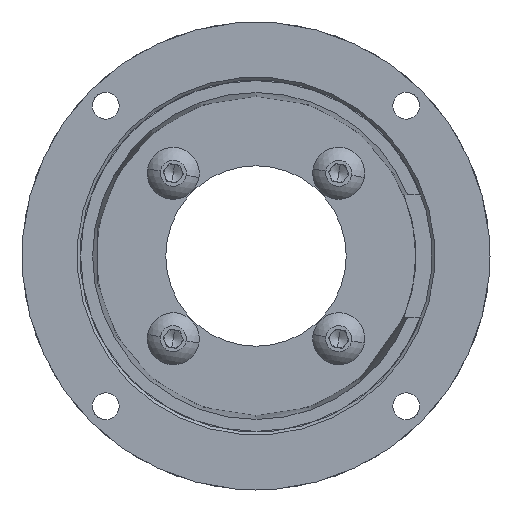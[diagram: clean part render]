
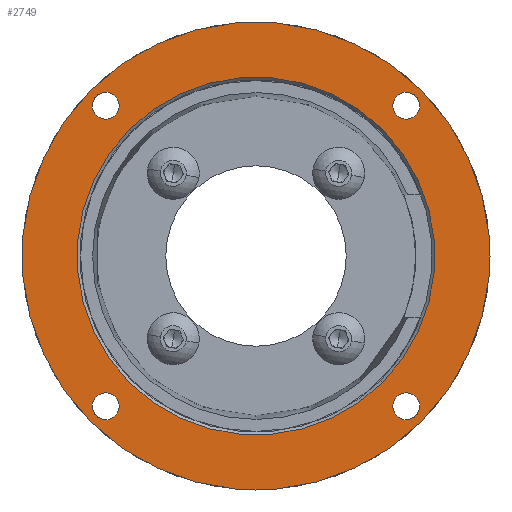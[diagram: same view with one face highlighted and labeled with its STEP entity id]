
A CAD part, front view. The second image highlights one B-rep face of the part: STEP entity #2749.
In plain terms, the highlighted planar face has unit normal (0, -1, 0).
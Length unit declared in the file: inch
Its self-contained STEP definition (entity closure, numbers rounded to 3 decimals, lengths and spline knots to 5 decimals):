
#156 = AXIS2_PLACEMENT_3D ( 'NONE', #18256, #7588, #4643 ) ;
#160 = CARTESIAN_POINT ( 'NONE',  ( 0., 0., -1.476 ) ) ;
#223 = DIRECTION ( 'NONE',  ( 0., 0., 1. ) ) ;
#227 = EDGE_LOOP ( 'NONE', ( #5899, #6568 ) ) ;
#268 = DIRECTION ( 'NONE',  ( 1., 0., 0. ) ) ;
#298 = DIRECTION ( 'NONE',  ( 0., 1., 0. ) ) ;
#383 = CIRCLE ( 'NONE', #7080, 0.0935 ) ;
#547 = DIRECTION ( 'NONE',  ( 0., 1., 0. ) ) ;
#1036 = DIRECTION ( 'NONE',  ( 0., 1., 0. ) ) ;
#1295 = ORIENTED_EDGE ( 'NONE', *, *, #17312, .T. ) ;
#1436 = CIRCLE ( 'NONE', #14964, 1.2425 ) ;
#1589 = CARTESIAN_POINT ( 'NONE',  ( 0., 0., 1.5695 ) ) ;
#1846 = CARTESIAN_POINT ( 'NONE',  ( -1.476, 0., 0.0935 ) ) ;
#2224 = CARTESIAN_POINT ( 'NONE',  ( 0., 0., 1.2425 ) ) ;
#2257 = CARTESIAN_POINT ( 'NONE',  ( 0., 0., 0. ) ) ;
#2410 = CARTESIAN_POINT ( 'NONE',  ( 0., 0., -1.3825 ) ) ;
#2419 = AXIS2_PLACEMENT_3D ( 'NONE', #6850, #17212, #8342 ) ;
#2595 = FACE_BOUND ( 'NONE', #14024, .T. ) ;
#2721 = CARTESIAN_POINT ( 'NONE',  ( 0., 0., 0. ) ) ;
#2749 = ADVANCED_FACE ( 'NONE', ( #10455, #10918, #14381, #6540, #2595, #17892 ), #4583, .F. ) ;
#2994 = ORIENTED_EDGE ( 'NONE', *, *, #16371, .T. ) ;
#3112 = EDGE_CURVE ( 'NONE', #7792, #15368, #12746, .T. ) ;
#3152 = DIRECTION ( 'NONE',  ( 0., 1., 0. ) ) ;
#3284 = DIRECTION ( 'NONE',  ( 1., 0., 0. ) ) ;
#3342 = CARTESIAN_POINT ( 'NONE',  ( 0., 0., -1.5695 ) ) ;
#3581 = CARTESIAN_POINT ( 'NONE',  ( 1.476, 0., 0. ) ) ;
#3605 = VERTEX_POINT ( 'NONE', #2224 ) ;
#3628 = AXIS2_PLACEMENT_3D ( 'NONE', #4378, #14739, #5896 ) ;
#3723 = DIRECTION ( 'NONE',  ( 0., 0., 1. ) ) ;
#3798 = ORIENTED_EDGE ( 'NONE', *, *, #10921, .T. ) ;
#4202 = DIRECTION ( 'NONE',  ( 0., 0., 1. ) ) ;
#4378 = CARTESIAN_POINT ( 'NONE',  ( 1.476, 0., 0. ) ) ;
#4504 = DIRECTION ( 'NONE',  ( 0., 1., 0. ) ) ;
#4526 = ORIENTED_EDGE ( 'NONE', *, *, #3112, .T. ) ;
#4583 = PLANE ( 'NONE',  #156 ) ;
#4643 = DIRECTION ( 'NONE',  ( 0., 0., 1. ) ) ;
#4800 = CARTESIAN_POINT ( 'NONE',  ( 1.476, 0., -0.0935 ) ) ;
#4811 = ORIENTED_EDGE ( 'NONE', *, *, #7340, .T. ) ;
#4839 = ORIENTED_EDGE ( 'NONE', *, *, #16443, .T. ) ;
#4897 = AXIS2_PLACEMENT_3D ( 'NONE', #160, #4504, #223 ) ;
#4988 = EDGE_CURVE ( 'NONE', #16615, #13154, #18657, .T. ) ;
#5066 = EDGE_CURVE ( 'NONE', #15368, #7792, #9871, .T. ) ;
#5276 = ORIENTED_EDGE ( 'NONE', *, *, #5066, .T. ) ;
#5360 = EDGE_CURVE ( 'NONE', #9753, #13953, #17971, .T. ) ;
#5896 = DIRECTION ( 'NONE',  ( -1., 0., 0. ) ) ;
#5899 = ORIENTED_EDGE ( 'NONE', *, *, #14768, .F. ) ;
#5995 = CIRCLE ( 'NONE', #17296, 1.625 ) ;
#6281 = AXIS2_PLACEMENT_3D ( 'NONE', #3581, #13930, #8879 ) ;
#6496 = AXIS2_PLACEMENT_3D ( 'NONE', #12016, #3152, #13493 ) ;
#6540 = FACE_BOUND ( 'NONE', #8113, .T. ) ;
#6568 = ORIENTED_EDGE ( 'NONE', *, *, #16132, .F. ) ;
#6614 = ORIENTED_EDGE ( 'NONE', *, *, #5360, .T. ) ;
#6850 = CARTESIAN_POINT ( 'NONE',  ( 0., 0., 1.476 ) ) ;
#7080 = AXIS2_PLACEMENT_3D ( 'NONE', #9218, #298, #10690 ) ;
#7340 = EDGE_CURVE ( 'NONE', #13610, #3605, #1436, .T. ) ;
#7395 = VERTEX_POINT ( 'NONE', #13500 ) ;
#7588 = DIRECTION ( 'NONE',  ( 0., 1., 0. ) ) ;
#7792 = VERTEX_POINT ( 'NONE', #1846 ) ;
#8113 = EDGE_LOOP ( 'NONE', ( #4526, #5276 ) ) ;
#8258 = CIRCLE ( 'NONE', #3628, 0.0935 ) ;
#8342 = DIRECTION ( 'NONE',  ( 0., 0., -1. ) ) ;
#8879 = DIRECTION ( 'NONE',  ( -1., 0., 0. ) ) ;
#9218 = CARTESIAN_POINT ( 'NONE',  ( 0., 0., -1.476 ) ) ;
#9456 = CARTESIAN_POINT ( 'NONE',  ( 0., 0., 0. ) ) ;
#9567 = CARTESIAN_POINT ( 'NONE',  ( -1.476, 0., -0.0935 ) ) ;
#9699 = CARTESIAN_POINT ( 'NONE',  ( 0., 0., -1.625 ) ) ;
#9753 = VERTEX_POINT ( 'NONE', #3342 ) ;
#9871 = CIRCLE ( 'NONE', #10253, 0.0935 ) ;
#10220 = ORIENTED_EDGE ( 'NONE', *, *, #17974, .T. ) ;
#10253 = AXIS2_PLACEMENT_3D ( 'NONE', #13636, #1036, #268 ) ;
#10455 = FACE_BOUND ( 'NONE', #19153, .T. ) ;
#10690 = DIRECTION ( 'NONE',  ( 0., 0., 1. ) ) ;
#10736 = CARTESIAN_POINT ( 'NONE',  ( -1.476, 0., 0. ) ) ;
#10917 = DIRECTION ( 'NONE',  ( 0., 0., 1. ) ) ;
#10918 = FACE_BOUND ( 'NONE', #16047, .T. ) ;
#10921 = EDGE_CURVE ( 'NONE', #13953, #9753, #383, .T. ) ;
#11527 = CIRCLE ( 'NONE', #12418, 1.2425 ) ;
#11592 = CARTESIAN_POINT ( 'NONE',  ( 0., 0., 0. ) ) ;
#11850 = CARTESIAN_POINT ( 'NONE',  ( 0., 0., -1.2425 ) ) ;
#12009 = VERTEX_POINT ( 'NONE', #14101 ) ;
#12016 = CARTESIAN_POINT ( 'NONE',  ( 0., 0., 1.476 ) ) ;
#12141 = DIRECTION ( 'NONE',  ( 0., 1., 0. ) ) ;
#12418 = AXIS2_PLACEMENT_3D ( 'NONE', #9456, #547, #10917 ) ;
#12434 = CIRCLE ( 'NONE', #6496, 0.0935 ) ;
#12580 = DIRECTION ( 'NONE',  ( 0., 1., 0. ) ) ;
#12673 = DIRECTION ( 'NONE',  ( 0., 1., 0. ) ) ;
#12746 = CIRCLE ( 'NONE', #19044, 0.0935 ) ;
#13057 = DIRECTION ( 'NONE',  ( 0., 1., 0. ) ) ;
#13154 = VERTEX_POINT ( 'NONE', #4800 ) ;
#13273 = VERTEX_POINT ( 'NONE', #9699 ) ;
#13493 = DIRECTION ( 'NONE',  ( 0., 0., -1. ) ) ;
#13500 = CARTESIAN_POINT ( 'NONE',  ( 0., 0., 1.625 ) ) ;
#13610 = VERTEX_POINT ( 'NONE', #11850 ) ;
#13636 = CARTESIAN_POINT ( 'NONE',  ( -1.476, 0., 0. ) ) ;
#13718 = DIRECTION ( 'NONE',  ( 0., 0., 1. ) ) ;
#13765 = AXIS2_PLACEMENT_3D ( 'NONE', #2721, #13057, #4202 ) ;
#13930 = DIRECTION ( 'NONE',  ( 0., 1., 0. ) ) ;
#13953 = VERTEX_POINT ( 'NONE', #2410 ) ;
#14024 = EDGE_LOOP ( 'NONE', ( #3798, #6614 ) ) ;
#14101 = CARTESIAN_POINT ( 'NONE',  ( 0., 0., 1.3825 ) ) ;
#14381 = FACE_BOUND ( 'NONE', #16310, .T. ) ;
#14739 = DIRECTION ( 'NONE',  ( 0., 1., 0. ) ) ;
#14768 = EDGE_CURVE ( 'NONE', #13273, #7395, #5995, .T. ) ;
#14964 = AXIS2_PLACEMENT_3D ( 'NONE', #11592, #12673, #13718 ) ;
#15216 = CIRCLE ( 'NONE', #13765, 1.625 ) ;
#15368 = VERTEX_POINT ( 'NONE', #9567 ) ;
#15696 = ORIENTED_EDGE ( 'NONE', *, *, #4988, .T. ) ;
#15860 = CIRCLE ( 'NONE', #2419, 0.0935 ) ;
#16047 = EDGE_LOOP ( 'NONE', ( #2994, #1295 ) ) ;
#16132 = EDGE_CURVE ( 'NONE', #7395, #13273, #15216, .T. ) ;
#16310 = EDGE_LOOP ( 'NONE', ( #15696, #10220 ) ) ;
#16371 = EDGE_CURVE ( 'NONE', #17042, #12009, #12434, .T. ) ;
#16443 = EDGE_CURVE ( 'NONE', #3605, #13610, #11527, .T. ) ;
#16615 = VERTEX_POINT ( 'NONE', #17415 ) ;
#17042 = VERTEX_POINT ( 'NONE', #1589 ) ;
#17212 = DIRECTION ( 'NONE',  ( 0., 1., 0. ) ) ;
#17296 = AXIS2_PLACEMENT_3D ( 'NONE', #2257, #12580, #3723 ) ;
#17312 = EDGE_CURVE ( 'NONE', #12009, #17042, #15860, .T. ) ;
#17415 = CARTESIAN_POINT ( 'NONE',  ( 1.476, 0., 0.0935 ) ) ;
#17892 = FACE_OUTER_BOUND ( 'NONE', #227, .T. ) ;
#17971 = CIRCLE ( 'NONE', #4897, 0.0935 ) ;
#17974 = EDGE_CURVE ( 'NONE', #13154, #16615, #8258, .T. ) ;
#18256 = CARTESIAN_POINT ( 'NONE',  ( 0., 0., 0. ) ) ;
#18657 = CIRCLE ( 'NONE', #6281, 0.0935 ) ;
#19044 = AXIS2_PLACEMENT_3D ( 'NONE', #10736, #12141, #3284 ) ;
#19153 = EDGE_LOOP ( 'NONE', ( #4811, #4839 ) ) ;
